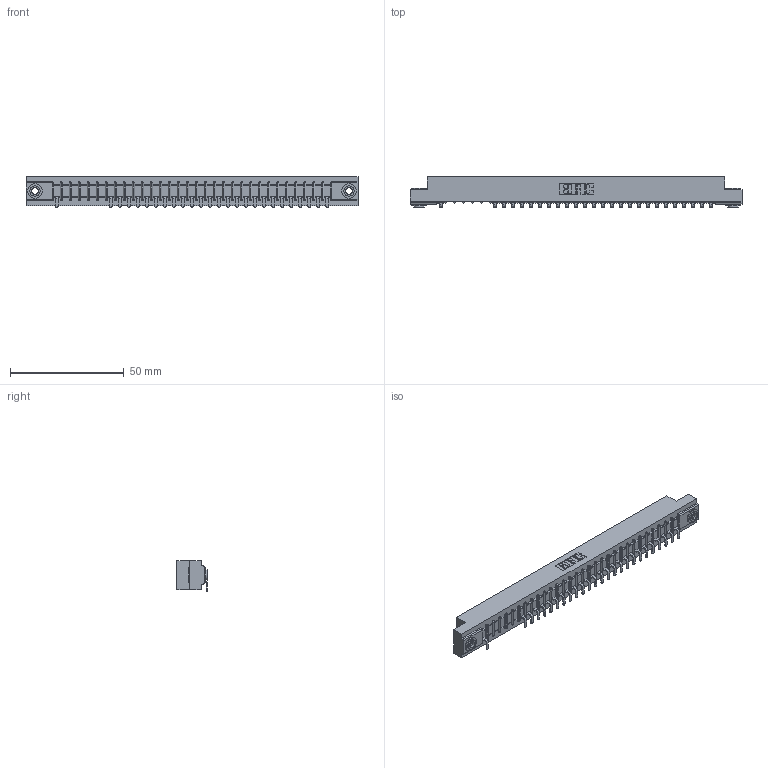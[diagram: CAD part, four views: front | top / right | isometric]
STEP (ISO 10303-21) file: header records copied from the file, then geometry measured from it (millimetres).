
FILE_DESCRIPTION (( 'STEP AP203' ), '1' );
FILE_NAME ('357-031-553-103.STEP', '2018-08-09T22:47:42', ( '' ), ( '' ), 'SwSTEP 2.0', 'SolidWorks 2016', '' );
FILE_SCHEMA (( 'CONFIG_CONTROL_DESIGN' ));
Length unit declared in the file: inch
Products named in the file (4): 345-250-002_345-250-002-102; 357-031-553-103; 307 Part_.156 Dia Mounting Holes; 307-290-002_553
Assembly tree (29 placements, depth 2):
  357-031-553-103
    307 Part_.156 Dia Mounting Holes
    307-290-002_553  x26
    345-250-002_345-250-002-102  x2
Bounding box: 145.85 x 13.36 x 13.5 mm (x, y, z)
Volume: 15381.9 mm3; surface area: 18418 mm2
Topology: 29 solids, 29 shells, 2330 faces, 7099 edges, 4642 vertices
Faces by surface type: plane 1376, cylinder 882, sphere 64, cone 8
Entity records: 29691 total; most frequent: CARTESIAN_POINT 5008, ORIENTED_EDGE 4994, DIRECTION 4881, EDGE_CURVE 2497, LINE 1899, VECTOR 1899, VERTEX_POINT 1618, AXIS2_PLACEMENT_3D 1491
